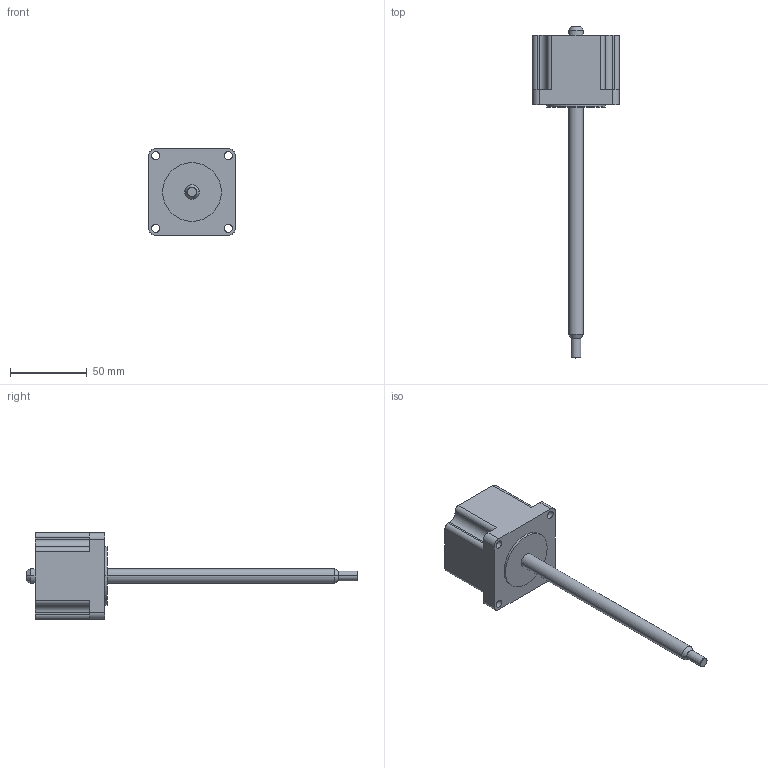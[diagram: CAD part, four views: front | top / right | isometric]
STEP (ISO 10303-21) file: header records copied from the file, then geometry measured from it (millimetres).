
FILE_DESCRIPTION(/* description */ (''),/* implementation_level */ '2;1');
FILE_NAME(/* name */ 'LHS-020-0600-RF',/* time_stamp */ '2026-01-19T21:32:19-06:00',/* author */ (''),/* organization */ (''),/* preprocessor_version */ 'ST-DEVELOPER v19.2',/* originating_system */ 'Rhino 8.27',/* authorisation */ '');
FILE_SCHEMA (('CONFIG_CONTROL_DESIGN'));
Length unit declared in the file: inch
Products named in the file (1): Document
Bounding box: 56.39 x 215.9 x 56.39 mm (x, y, z)
Volume: 143907.7 mm3; surface area: 21292.9 mm2
Topology: 1 solids, 1 shells, 59 faces, 156 edges, 102 vertices
Faces by surface type: cylinder 32, plane 21, bspline 6
Entity records: 2057 total; most frequent: CARTESIAN_POINT 599, ORIENTED_EDGE 312, DIRECTION 197, EDGE_CURVE 156, AXIS2_PLACEMENT_3D 125, VERTEX_POINT 102, B_SPLINE_CURVE_WITH_KNOTS 86, EDGE_LOOP 70
